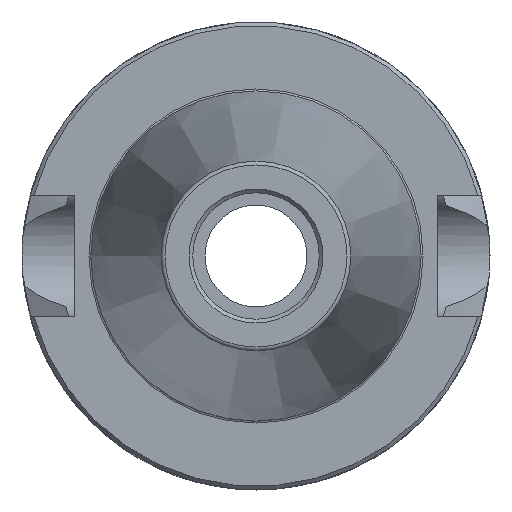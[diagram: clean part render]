
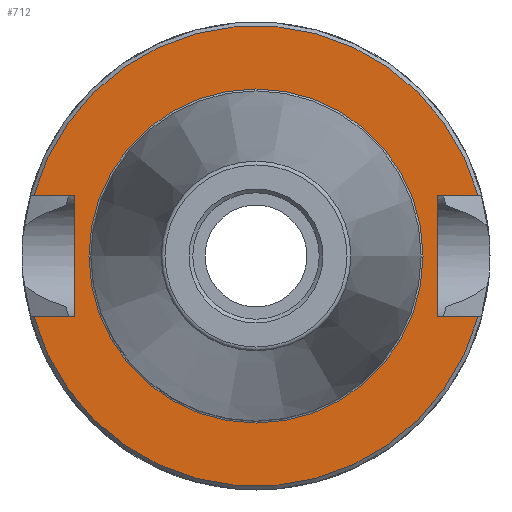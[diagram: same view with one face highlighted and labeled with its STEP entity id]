
A CAD part, left-side view. The second image highlights one B-rep face of the part: STEP entity #712.
In plain terms, the highlighted planar face has unit normal (-1, 0, 0).
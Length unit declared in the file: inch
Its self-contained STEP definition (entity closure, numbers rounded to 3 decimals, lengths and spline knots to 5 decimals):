
#46=FACE_BOUND('',#160,.T.);
#59=PLANE('',#809);
#109=FACE_OUTER_BOUND('',#159,.T.);
#159=EDGE_LOOP('',(#617,#618,#619,#620,#621,#622,#623,#624));
#160=EDGE_LOOP('',(#625));
#183=LINE('',#1155,#222);
#189=LINE('',#1168,#228);
#191=LINE('',#1180,#230);
#193=LINE('',#1227,#232);
#199=LINE('',#1240,#238);
#202=LINE('',#1254,#241);
#222=VECTOR('',#915,39.37008);
#228=VECTOR('',#923,39.37008);
#230=VECTOR('',#927,39.37008);
#232=VECTOR('',#935,39.37008);
#238=VECTOR('',#943,39.37008);
#241=VECTOR('',#948,39.37008);
#268=CIRCLE('',#782,0.885);
#281=CIRCLE('',#804,1.22);
#284=CIRCLE('',#808,1.22);
#317=VERTEX_POINT('',#1149);
#318=VERTEX_POINT('',#1154);
#323=VERTEX_POINT('',#1165);
#324=VERTEX_POINT('',#1167);
#332=VERTEX_POINT('',#1221);
#333=VERTEX_POINT('',#1226);
#338=VERTEX_POINT('',#1237);
#339=VERTEX_POINT('',#1239);
#345=VERTEX_POINT('',#1288);
#394=EDGE_CURVE('',#317,#318,#183,.T.);
#400=EDGE_CURVE('',#323,#324,#189,.T.);
#404=EDGE_CURVE('',#318,#323,#191,.T.);
#413=EDGE_CURVE('',#333,#332,#193,.T.);
#419=EDGE_CURVE('',#339,#338,#199,.T.);
#424=EDGE_CURVE('',#333,#338,#202,.T.);
#430=EDGE_CURVE('',#345,#345,#268,.T.);
#448=EDGE_CURVE('',#317,#339,#281,.T.);
#451=EDGE_CURVE('',#332,#324,#284,.T.);
#617=ORIENTED_EDGE('',*,*,#400,.F.);
#618=ORIENTED_EDGE('',*,*,#404,.F.);
#619=ORIENTED_EDGE('',*,*,#394,.F.);
#620=ORIENTED_EDGE('',*,*,#448,.T.);
#621=ORIENTED_EDGE('',*,*,#419,.T.);
#622=ORIENTED_EDGE('',*,*,#424,.F.);
#623=ORIENTED_EDGE('',*,*,#413,.T.);
#624=ORIENTED_EDGE('',*,*,#451,.T.);
#625=ORIENTED_EDGE('',*,*,#430,.T.);
#712=ADVANCED_FACE('',(#109,#46),#59,.F.);
#782=AXIS2_PLACEMENT_3D('',#1289,#955,#956);
#804=AXIS2_PLACEMENT_3D('',#1326,#1004,#1005);
#808=AXIS2_PLACEMENT_3D('',#1330,#1012,#1013);
#809=AXIS2_PLACEMENT_3D('',#1331,#1014,#1015);
#915=DIRECTION('',(0.,-1.,0.));
#923=DIRECTION('',(0.,1.,0.));
#927=DIRECTION('',(0.,0.,1.));
#935=DIRECTION('',(0.,-1.,0.));
#943=DIRECTION('',(0.,1.,0.));
#948=DIRECTION('',(0.,0.,-1.));
#955=DIRECTION('center_axis',(1.,0.,0.));
#956=DIRECTION('ref_axis',(0.,1.,0.));
#1004=DIRECTION('center_axis',(-1.,0.,0.));
#1005=DIRECTION('ref_axis',(0.,1.,0.));
#1012=DIRECTION('center_axis',(-1.,0.,0.));
#1013=DIRECTION('ref_axis',(0.,1.,0.));
#1014=DIRECTION('center_axis',(1.,0.,0.));
#1015=DIRECTION('ref_axis',(0.,1.,0.));
#1149=CARTESIAN_POINT('',(0.04,1.1766,-0.3225));
#1154=CARTESIAN_POINT('',(0.04,0.96,-0.3225));
#1155=CARTESIAN_POINT('',(0.04,0.875,-0.3225));
#1165=CARTESIAN_POINT('',(0.04,0.96,0.3225));
#1167=CARTESIAN_POINT('',(0.04,1.1766,0.3225));
#1168=CARTESIAN_POINT('',(0.04,0.875,0.3225));
#1180=CARTESIAN_POINT('',(0.04,0.96,0.));
#1221=CARTESIAN_POINT('',(0.04,-1.1766,0.3225));
#1226=CARTESIAN_POINT('',(0.04,-0.96,0.3225));
#1227=CARTESIAN_POINT('',(0.04,0.875,0.3225));
#1237=CARTESIAN_POINT('',(0.04,-0.96,-0.3225));
#1239=CARTESIAN_POINT('',(0.04,-1.1766,-0.3225));
#1240=CARTESIAN_POINT('',(0.04,0.875,-0.3225));
#1254=CARTESIAN_POINT('',(0.04,-0.96,0.));
#1288=CARTESIAN_POINT('',(0.04,-0.885,0.));
#1289=CARTESIAN_POINT('Origin',(0.04,0.,0.));
#1326=CARTESIAN_POINT('Origin',(0.04,0.,0.));
#1330=CARTESIAN_POINT('Origin',(0.04,0.,0.));
#1331=CARTESIAN_POINT('Origin',(0.04,0.875,0.));
